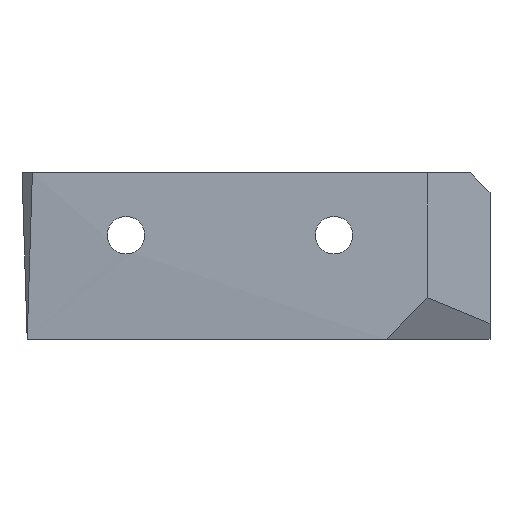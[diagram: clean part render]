
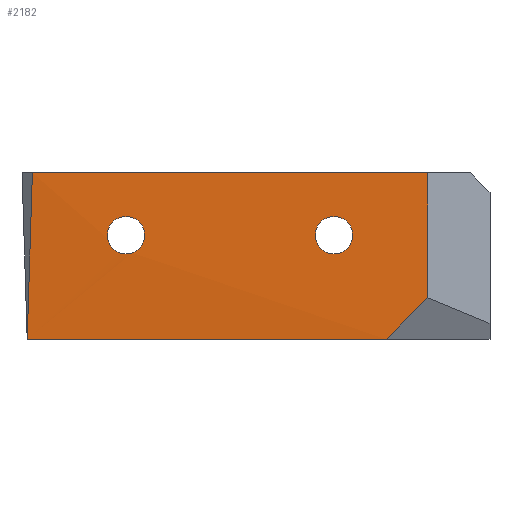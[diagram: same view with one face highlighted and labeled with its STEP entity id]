
A CAD part, left-side view. The second image highlights one B-rep face of the part: STEP entity #2182.
In plain terms, the highlighted planar face has unit normal (-1, 0, 0).
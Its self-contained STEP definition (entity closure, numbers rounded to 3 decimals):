
#44 = PLANE('',#45);
#45 = AXIS2_PLACEMENT_3D('',#46,#47,#48);
#46 = CARTESIAN_POINT('',(13.472,12.074,
    0.));
#47 = DIRECTION('',(0.,0.,-1.));
#48 = DIRECTION('',(0.,-1.,0.));
#294 = VERTEX_POINT('',#295);
#295 = CARTESIAN_POINT('',(0.,1.,4.));
#304 = PLANE('',#305);
#305 = AXIS2_PLACEMENT_3D('',#306,#307,#308);
#306 = CARTESIAN_POINT('',(0.,-10.607,15.607));
#307 = DIRECTION('',(-0.707,-0.5,-0.5));
#308 = DIRECTION('',(0.,0.707,-0.707)
  );
#315 = PLANE('',#316);
#316 = AXIS2_PLACEMENT_3D('',#317,#318,#319);
#317 = CARTESIAN_POINT('',(3.,-2.,0.));
#318 = DIRECTION('',(0.707,0.707,0.));
#319 = DIRECTION('',(0.,0.,-1.));
#326 = EDGE_CURVE('',#294,#327,#329,.T.);
#327 = VERTEX_POINT('',#328);
#328 = CARTESIAN_POINT('',(0.,5.,
    0.));
#329 = SURFACE_CURVE('',#330,(#334,#341),.PCURVE_S1.);
#330 = LINE('',#331,#332);
#331 = CARTESIAN_POINT('',(0.,-10.607,15.607));
#332 = VECTOR('',#333,1.);
#333 = DIRECTION('',(0.,0.707,-0.707)
  );
#334 = PCURVE('',#304,#335);
#335 = DEFINITIONAL_REPRESENTATION('',(#336),#340);
#336 = LINE('',#337,#338);
#337 = CARTESIAN_POINT('',(0.,0.));
#338 = VECTOR('',#339,1.);
#339 = DIRECTION('',(1.,0.));
#340 = ( GEOMETRIC_REPRESENTATION_CONTEXT(2) 
PARAMETRIC_REPRESENTATION_CONTEXT() REPRESENTATION_CONTEXT('2D SPACE',''
  ) );
#341 = PCURVE('',#342,#347);
#342 = PLANE('',#343);
#343 = AXIS2_PLACEMENT_3D('',#344,#345,#346);
#344 = CARTESIAN_POINT('',(0.,-5.,16.));
#345 = DIRECTION('',(1.,0.,0.));
#346 = DIRECTION('',(0.,0.,1.));
#347 = DEFINITIONAL_REPRESENTATION('',(#348),#352);
#348 = LINE('',#349,#350);
#349 = CARTESIAN_POINT('',(-0.393,5.607));
#350 = VECTOR('',#351,1.);
#351 = DIRECTION('',(-0.707,-0.707));
#352 = ( GEOMETRIC_REPRESENTATION_CONTEXT(2) 
PARAMETRIC_REPRESENTATION_CONTEXT() REPRESENTATION_CONTEXT('2D SPACE',''
  ) );
#451 = VERTEX_POINT('',#452);
#452 = CARTESIAN_POINT('',(0.,1.,16.));
#466 = PLANE('',#467);
#467 = AXIS2_PLACEMENT_3D('',#468,#469,#470);
#468 = CARTESIAN_POINT('',(0.,-5.,16.));
#469 = DIRECTION('',(0.,0.,1.));
#470 = DIRECTION('',(0.,1.,0.));
#478 = EDGE_CURVE('',#294,#451,#479,.T.);
#479 = SURFACE_CURVE('',#480,(#484,#491),.PCURVE_S1.);
#480 = LINE('',#481,#482);
#481 = CARTESIAN_POINT('',(0.,1.,0.));
#482 = VECTOR('',#483,1.);
#483 = DIRECTION('',(0.,0.,1.));
#484 = PCURVE('',#315,#485);
#485 = DEFINITIONAL_REPRESENTATION('',(#486),#490);
#486 = LINE('',#487,#488);
#487 = CARTESIAN_POINT('',(-0.,4.243));
#488 = VECTOR('',#489,1.);
#489 = DIRECTION('',(-1.,0.));
#490 = ( GEOMETRIC_REPRESENTATION_CONTEXT(2) 
PARAMETRIC_REPRESENTATION_CONTEXT() REPRESENTATION_CONTEXT('2D SPACE',''
  ) );
#491 = PCURVE('',#342,#492);
#492 = DEFINITIONAL_REPRESENTATION('',(#493),#497);
#493 = LINE('',#494,#495);
#494 = CARTESIAN_POINT('',(-16.,-6.));
#495 = VECTOR('',#496,1.);
#496 = DIRECTION('',(1.,0.));
#497 = ( GEOMETRIC_REPRESENTATION_CONTEXT(2) 
PARAMETRIC_REPRESENTATION_CONTEXT() REPRESENTATION_CONTEXT('2D SPACE',''
  ) );
#1219 = VERTEX_POINT('',#1220);
#1220 = CARTESIAN_POINT('',(0.,39.,16.));
#1233 = PLANE('',#1234);
#1234 = AXIS2_PLACEMENT_3D('',#1235,#1236,#1237);
#1235 = CARTESIAN_POINT('',(0.5,39.5,16.));
#1236 = DIRECTION('',(0.707,-0.707,0.)
  );
#1237 = DIRECTION('',(0.,0.,-1.));
#1244 = EDGE_CURVE('',#451,#1219,#1245,.T.);
#1245 = SURFACE_CURVE('',#1246,(#1250,#1257),.PCURVE_S1.);
#1246 = LINE('',#1247,#1248);
#1247 = CARTESIAN_POINT('',(0.,-5.,16.));
#1248 = VECTOR('',#1249,1.);
#1249 = DIRECTION('',(0.,1.,0.));
#1250 = PCURVE('',#466,#1251);
#1251 = DEFINITIONAL_REPRESENTATION('',(#1252),#1256);
#1252 = LINE('',#1253,#1254);
#1253 = CARTESIAN_POINT('',(0.,0.));
#1254 = VECTOR('',#1255,1.);
#1255 = DIRECTION('',(1.,0.));
#1256 = ( GEOMETRIC_REPRESENTATION_CONTEXT(2) 
PARAMETRIC_REPRESENTATION_CONTEXT() REPRESENTATION_CONTEXT('2D SPACE',''
  ) );
#1257 = PCURVE('',#342,#1258);
#1258 = DEFINITIONAL_REPRESENTATION('',(#1259),#1263);
#1259 = LINE('',#1260,#1261);
#1260 = CARTESIAN_POINT('',(0.,-0.));
#1261 = VECTOR('',#1262,1.);
#1262 = DIRECTION('',(0.,-1.));
#1263 = ( GEOMETRIC_REPRESENTATION_CONTEXT(2) 
PARAMETRIC_REPRESENTATION_CONTEXT() REPRESENTATION_CONTEXT('2D SPACE',''
  ) );
#2046 = VERTEX_POINT('',#2047);
#2047 = CARTESIAN_POINT('',(0.5,39.5,0.));
#2182 = ADVANCED_FACE('',(#2183,#2230,#2265),#342,.F.);
#2183 = FACE_BOUND('',#2184,.F.);
#2184 = EDGE_LOOP('',(#2185,#2186,#2187,#2188,#2209));
#2185 = ORIENTED_EDGE('',*,*,#1244,.F.);
#2186 = ORIENTED_EDGE('',*,*,#478,.F.);
#2187 = ORIENTED_EDGE('',*,*,#326,.T.);
#2188 = ORIENTED_EDGE('',*,*,#2189,.F.);
#2189 = EDGE_CURVE('',#2046,#327,#2190,.T.);
#2190 = SURFACE_CURVE('',#2191,(#2195,#2202),.PCURVE_S1.);
#2191 = LINE('',#2192,#2193);
#2192 = CARTESIAN_POINT('',(0.,40.,0.));
#2193 = VECTOR('',#2194,1.);
#2194 = DIRECTION('',(0.,-1.,0.));
#2195 = PCURVE('',#342,#2196);
#2196 = DEFINITIONAL_REPRESENTATION('',(#2197),#2201);
#2197 = LINE('',#2198,#2199);
#2198 = CARTESIAN_POINT('',(-16.,-45.));
#2199 = VECTOR('',#2200,1.);
#2200 = DIRECTION('',(0.,1.));
#2201 = ( GEOMETRIC_REPRESENTATION_CONTEXT(2) 
PARAMETRIC_REPRESENTATION_CONTEXT() REPRESENTATION_CONTEXT('2D SPACE',''
  ) );
#2202 = PCURVE('',#44,#2203);
#2203 = DEFINITIONAL_REPRESENTATION('',(#2204),#2208);
#2204 = LINE('',#2205,#2206);
#2205 = CARTESIAN_POINT('',(-27.926,13.472));
#2206 = VECTOR('',#2207,1.);
#2207 = DIRECTION('',(1.,0.));
#2208 = ( GEOMETRIC_REPRESENTATION_CONTEXT(2) 
PARAMETRIC_REPRESENTATION_CONTEXT() REPRESENTATION_CONTEXT('2D SPACE',''
  ) );
#2209 = ORIENTED_EDGE('',*,*,#2210,.F.);
#2210 = EDGE_CURVE('',#1219,#2046,#2211,.T.);
#2211 = SURFACE_CURVE('',#2212,(#2216,#2223),.PCURVE_S1.);
#2212 = LINE('',#2213,#2214);
#2213 = CARTESIAN_POINT('',(0.,39.,16.));
#2214 = VECTOR('',#2215,1.);
#2215 = DIRECTION('',(0.,0.,-1.));
#2216 = PCURVE('',#342,#2217);
#2217 = DEFINITIONAL_REPRESENTATION('',(#2218),#2222);
#2218 = LINE('',#2219,#2220);
#2219 = CARTESIAN_POINT('',(0.,-44.));
#2220 = VECTOR('',#2221,1.);
#2221 = DIRECTION('',(-1.,0.));
#2222 = ( GEOMETRIC_REPRESENTATION_CONTEXT(2) 
PARAMETRIC_REPRESENTATION_CONTEXT() REPRESENTATION_CONTEXT('2D SPACE',''
  ) );
#2223 = PCURVE('',#1233,#2224);
#2224 = DEFINITIONAL_REPRESENTATION('',(#2225),#2229);
#2225 = LINE('',#2226,#2227);
#2226 = CARTESIAN_POINT('',(0.,-0.707));
#2227 = VECTOR('',#2228,1.);
#2228 = DIRECTION('',(1.,0.));
#2229 = ( GEOMETRIC_REPRESENTATION_CONTEXT(2) 
PARAMETRIC_REPRESENTATION_CONTEXT() REPRESENTATION_CONTEXT('2D SPACE',''
  ) );
#2230 = FACE_BOUND('',#2231,.F.);
#2231 = EDGE_LOOP('',(#2232));
#2232 = ORIENTED_EDGE('',*,*,#2233,.T.);
#2233 = EDGE_CURVE('',#2234,#2234,#2236,.T.);
#2234 = VERTEX_POINT('',#2235);
#2235 = CARTESIAN_POINT('',(0.,11.8,10.));
#2236 = SURFACE_CURVE('',#2237,(#2242,#2253),.PCURVE_S1.);
#2237 = CIRCLE('',#2238,1.8);
#2238 = AXIS2_PLACEMENT_3D('',#2239,#2240,#2241);
#2239 = CARTESIAN_POINT('',(0.,10.,10.));
#2240 = DIRECTION('',(-1.,0.,0.));
#2241 = DIRECTION('',(0.,1.,0.));
#2242 = PCURVE('',#342,#2243);
#2243 = DEFINITIONAL_REPRESENTATION('',(#2244),#2252);
#2244 = ( BOUNDED_CURVE() B_SPLINE_CURVE(2,(#2245,#2246,#2247,#2248,
#2249,#2250,#2251),.UNSPECIFIED.,.F.,.F.) B_SPLINE_CURVE_WITH_KNOTS((1,2
    ,2,2,2,1),(-2.094,0.,2.094,4.189,
6.283,8.378),.UNSPECIFIED.) CURVE() 
GEOMETRIC_REPRESENTATION_ITEM() RATIONAL_B_SPLINE_CURVE((1.,0.5,1.,0.5,
1.,0.5,1.)) REPRESENTATION_ITEM('') );
#2245 = CARTESIAN_POINT('',(-6.,-16.8));
#2246 = CARTESIAN_POINT('',(-9.118,-16.8));
#2247 = CARTESIAN_POINT('',(-7.559,-14.1));
#2248 = CARTESIAN_POINT('',(-6.,-11.4));
#2249 = CARTESIAN_POINT('',(-4.441,-14.1));
#2250 = CARTESIAN_POINT('',(-2.882,-16.8));
#2251 = CARTESIAN_POINT('',(-6.,-16.8));
#2252 = ( GEOMETRIC_REPRESENTATION_CONTEXT(2) 
PARAMETRIC_REPRESENTATION_CONTEXT() REPRESENTATION_CONTEXT('2D SPACE',''
  ) );
#2253 = PCURVE('',#2254,#2259);
#2254 = CYLINDRICAL_SURFACE('',#2255,1.8);
#2255 = AXIS2_PLACEMENT_3D('',#2256,#2257,#2258);
#2256 = CARTESIAN_POINT('',(0.,10.,10.));
#2257 = DIRECTION('',(-1.,0.,0.));
#2258 = DIRECTION('',(0.,1.,0.));
#2259 = DEFINITIONAL_REPRESENTATION('',(#2260),#2264);
#2260 = LINE('',#2261,#2262);
#2261 = CARTESIAN_POINT('',(0.,0.));
#2262 = VECTOR('',#2263,1.);
#2263 = DIRECTION('',(1.,0.));
#2264 = ( GEOMETRIC_REPRESENTATION_CONTEXT(2) 
PARAMETRIC_REPRESENTATION_CONTEXT() REPRESENTATION_CONTEXT('2D SPACE',''
  ) );
#2265 = FACE_BOUND('',#2266,.F.);
#2266 = EDGE_LOOP('',(#2267));
#2267 = ORIENTED_EDGE('',*,*,#2268,.T.);
#2268 = EDGE_CURVE('',#2269,#2269,#2271,.T.);
#2269 = VERTEX_POINT('',#2270);
#2270 = CARTESIAN_POINT('',(0.,31.8,10.));
#2271 = SURFACE_CURVE('',#2272,(#2277,#2288),.PCURVE_S1.);
#2272 = CIRCLE('',#2273,1.8);
#2273 = AXIS2_PLACEMENT_3D('',#2274,#2275,#2276);
#2274 = CARTESIAN_POINT('',(0.,30.,10.));
#2275 = DIRECTION('',(-1.,0.,0.));
#2276 = DIRECTION('',(0.,1.,0.));
#2277 = PCURVE('',#342,#2278);
#2278 = DEFINITIONAL_REPRESENTATION('',(#2279),#2287);
#2279 = ( BOUNDED_CURVE() B_SPLINE_CURVE(2,(#2280,#2281,#2282,#2283,
#2284,#2285,#2286),.UNSPECIFIED.,.F.,.F.) B_SPLINE_CURVE_WITH_KNOTS((1,2
    ,2,2,2,1),(-2.094,0.,2.094,4.189,
6.283,8.378),.UNSPECIFIED.) CURVE() 
GEOMETRIC_REPRESENTATION_ITEM() RATIONAL_B_SPLINE_CURVE((1.,0.5,1.,0.5,
1.,0.5,1.)) REPRESENTATION_ITEM('') );
#2280 = CARTESIAN_POINT('',(-6.,-36.8));
#2281 = CARTESIAN_POINT('',(-9.118,-36.8));
#2282 = CARTESIAN_POINT('',(-7.559,-34.1));
#2283 = CARTESIAN_POINT('',(-6.,-31.4));
#2284 = CARTESIAN_POINT('',(-4.441,-34.1));
#2285 = CARTESIAN_POINT('',(-2.882,-36.8));
#2286 = CARTESIAN_POINT('',(-6.,-36.8));
#2287 = ( GEOMETRIC_REPRESENTATION_CONTEXT(2) 
PARAMETRIC_REPRESENTATION_CONTEXT() REPRESENTATION_CONTEXT('2D SPACE',''
  ) );
#2288 = PCURVE('',#2289,#2294);
#2289 = CYLINDRICAL_SURFACE('',#2290,1.8);
#2290 = AXIS2_PLACEMENT_3D('',#2291,#2292,#2293);
#2291 = CARTESIAN_POINT('',(0.,30.,10.));
#2292 = DIRECTION('',(-1.,0.,0.));
#2293 = DIRECTION('',(0.,1.,0.));
#2294 = DEFINITIONAL_REPRESENTATION('',(#2295),#2299);
#2295 = LINE('',#2296,#2297);
#2296 = CARTESIAN_POINT('',(0.,0.));
#2297 = VECTOR('',#2298,1.);
#2298 = DIRECTION('',(1.,0.));
#2299 = ( GEOMETRIC_REPRESENTATION_CONTEXT(2) 
PARAMETRIC_REPRESENTATION_CONTEXT() REPRESENTATION_CONTEXT('2D SPACE',''
  ) );
